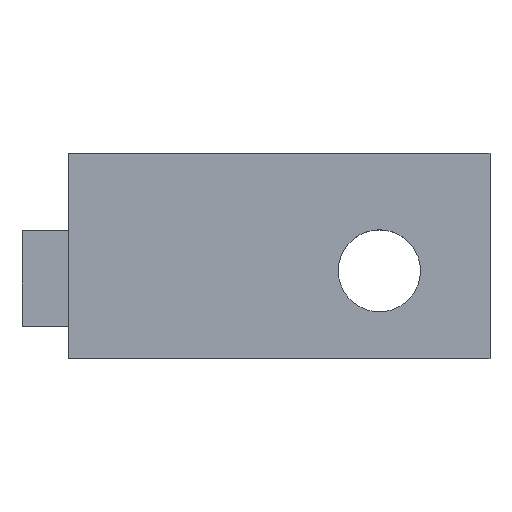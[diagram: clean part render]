
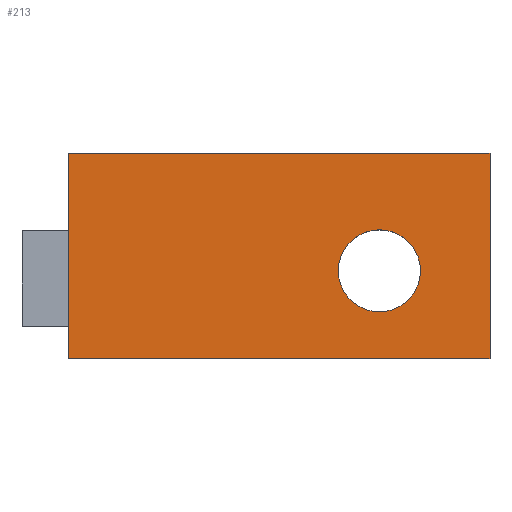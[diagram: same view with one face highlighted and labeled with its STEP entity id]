
A CAD part, top view. The second image highlights one B-rep face of the part: STEP entity #213.
In plain terms, the highlighted planar face has unit normal (0, 0, 1).
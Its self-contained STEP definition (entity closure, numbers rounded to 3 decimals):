
#16=FACE_BOUND('',#43,.T.);
#17=CIRCLE('',#240,3.);
#30=FACE_OUTER_BOUND('',#42,.T.);
#42=EDGE_LOOP('',(#188,#189,#190,#191));
#43=EDGE_LOOP('',(#192));
#57=LINE('',#330,#82);
#63=LINE('',#347,#88);
#66=LINE('',#351,#91);
#68=LINE('',#354,#93);
#82=VECTOR('',#272,10.);
#88=VECTOR('',#286,10.);
#91=VECTOR('',#291,10.);
#93=VECTOR('',#295,10.);
#103=VERTEX_POINT('',#327);
#104=VERTEX_POINT('',#329);
#106=VERTEX_POINT('',#335);
#110=VERTEX_POINT('',#344);
#111=VERTEX_POINT('',#346);
#125=EDGE_CURVE('',#104,#103,#57,.T.);
#128=EDGE_CURVE('',#106,#106,#17,.T.);
#133=EDGE_CURVE('',#111,#110,#63,.T.);
#136=EDGE_CURVE('',#103,#111,#66,.T.);
#138=EDGE_CURVE('',#110,#104,#68,.T.);
#188=ORIENTED_EDGE('',*,*,#138,.T.);
#189=ORIENTED_EDGE('',*,*,#125,.T.);
#190=ORIENTED_EDGE('',*,*,#136,.T.);
#191=ORIENTED_EDGE('',*,*,#133,.T.);
#192=ORIENTED_EDGE('',*,*,#128,.T.);
#202=PLANE('',#246);
#213=ADVANCED_FACE('',(#30,#16),#202,.T.);
#240=AXIS2_PLACEMENT_3D('',#336,#277,#278);
#246=AXIS2_PLACEMENT_3D('',#356,#298,#299);
#272=DIRECTION('',(0.,-1.,0.));
#277=DIRECTION('center_axis',(0.,0.,-1.));
#278=DIRECTION('ref_axis',(-1.,0.,0.));
#286=DIRECTION('',(0.,1.,0.));
#291=DIRECTION('',(1.,0.,0.));
#295=DIRECTION('',(-1.,0.,0.));
#298=DIRECTION('center_axis',(0.,0.,1.));
#299=DIRECTION('ref_axis',(1.,0.,0.));
#327=CARTESIAN_POINT('',(-21.254,-8.59,6.8));
#329=CARTESIAN_POINT('',(-21.254,6.41,6.8));
#330=CARTESIAN_POINT('',(-21.254,-8.59,6.8));
#335=CARTESIAN_POINT('',(4.466,-2.179,6.8));
#336=CARTESIAN_POINT('Origin',(1.466,-2.179,6.8));
#344=CARTESIAN_POINT('',(9.546,6.41,6.8));
#346=CARTESIAN_POINT('',(9.546,-8.59,6.8));
#347=CARTESIAN_POINT('',(9.546,6.41,6.8));
#351=CARTESIAN_POINT('',(9.546,-8.59,6.8));
#354=CARTESIAN_POINT('',(-21.254,6.41,6.8));
#356=CARTESIAN_POINT('Origin',(-5.854,-1.09,6.8));
